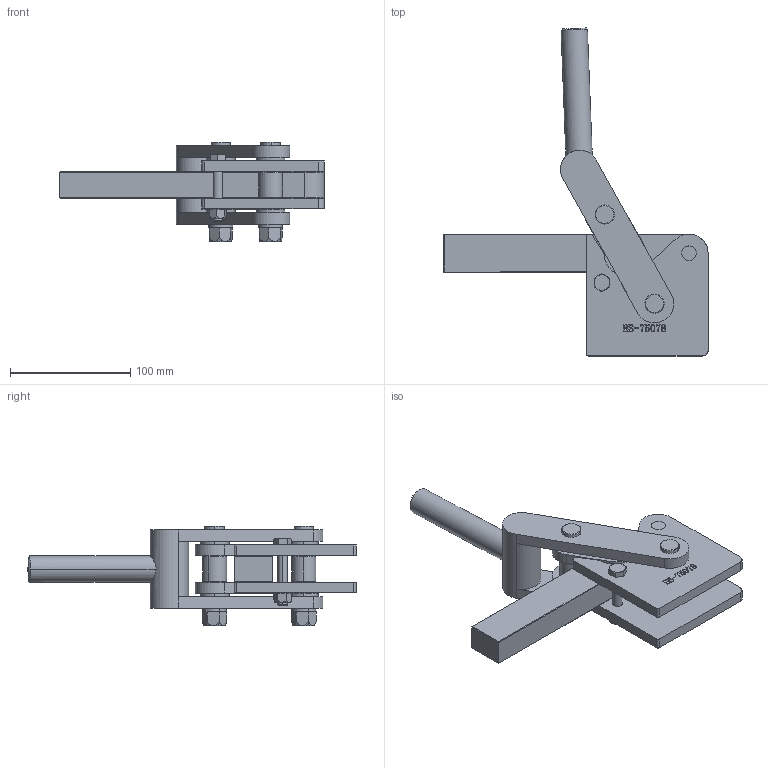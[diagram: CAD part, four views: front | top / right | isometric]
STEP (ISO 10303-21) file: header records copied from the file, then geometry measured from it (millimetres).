
FILE_DESCRIPTION (( 'STEP AP203' ), '1' );
FILE_NAME ('HS-75078 .STEP', '2019-08-27T00:33:48', ( '微软用户' ), ( '微软中国' ), 'SwSTEP 2.0', 'SolidWorks 2012', '' );
FILE_SCHEMA (( 'CONFIG_CONTROL_DESIGN' ));
Length unit declared in the file: millimetre
Products named in the file (13): prevailing torque hex nuts 1-fine pitch gb_GB_HEXAGON_LOCK_TYPE2 M12-N; curved single coil spring lock washers gb_GB_FASTENER_WASHER_CSLW 12; T倛种; prevailing torque hex nuts2 class 9 gb_GB_HEXAGON_LOCK_TYPE5 M8-N; hexagon head bolts--product grade c gb_GB_FASTENER_BOLT_HHBC M8X50-N; 揤旋; 种杶; 种2; 忒梟; 蟀裝; 菜え; 菁釱; HS-75078 
Assembly tree (21 placements, depth 2):
  HS-75078 
    菁釱
    菜え  x4
    蟀裝  x2
    忒梟
    种2  x2
    种杶  x2
    揤旋
    hexagon head bolts--product grade c gb_GB_FASTENER_BOLT_HHBC M8X50-N
    prevailing torque hex nuts2 class 9 gb_GB_HEXAGON_LOCK_TYPE5 M8-N
    T倛种  x2
    curved single coil spring lock washers gb_GB_FASTENER_WASHER_CSLW 12  x2
    prevailing torque hex nuts 1-fine pitch gb_GB_HEXAGON_LOCK_TYPE2 M12-N  x2
Bounding box: 220.01 x 273.04 x 82.7 mm (x, y, z)
Volume: 544017.3 mm3; surface area: 143391.1 mm2
Topology: 22 solids, 22 shells, 639 faces, 1598 edges, 1039 vertices
Faces by surface type: plane 304, bspline 136, cylinder 127, cone 72
Entity records: 25450 total; most frequent: CARTESIAN_POINT 11296, ORIENTED_EDGE 2802, DIRECTION 2167, EDGE_CURVE 1401, VERTEX_POINT 914, LINE 857, VECTOR 857, AXIS2_PLACEMENT_3D 655
